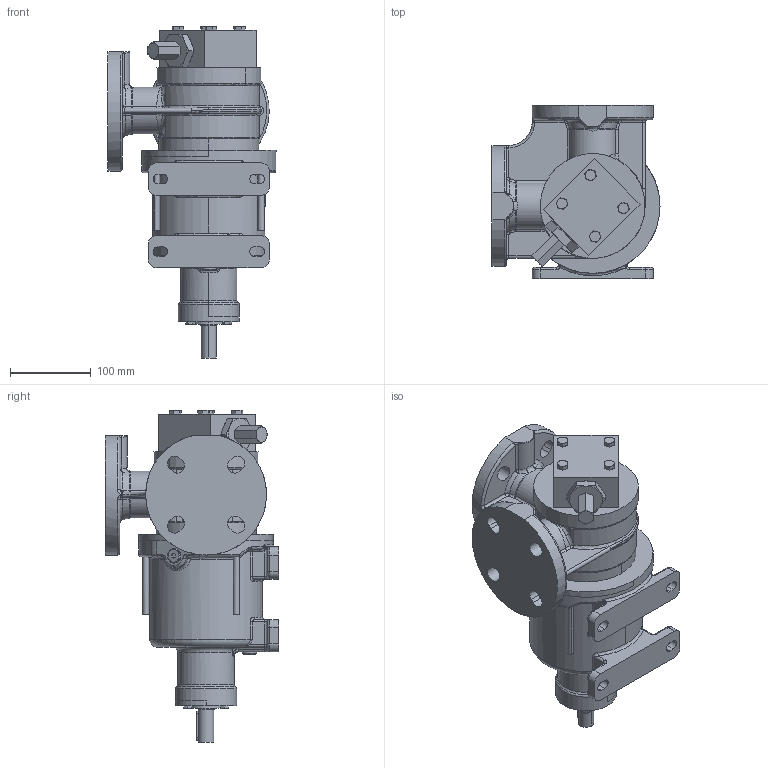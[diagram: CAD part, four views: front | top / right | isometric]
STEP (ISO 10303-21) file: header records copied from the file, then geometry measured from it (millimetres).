
FILE_DESCRIPTION((''),'2;1');
FILE_NAME('R_40_1_M_Y','2019-06-14T14:30:22',('Nicola'),(''),'CREO PARAMETRIC BY PTC INC, 2017110','CREO PARAMETRIC BY PTC INC, 2017110','');
FILE_SCHEMA(('CONFIG_CONTROL_DESIGN'));
Products named in the file (1): R_40_1_M_Y
Bounding box: 208.5 x 215 x 412 mm (x, y, z)
Volume: 5396661.2 mm3; surface area: 342635.6 mm2
Topology: 1 solids, 2 shells, 804 faces, 1885 edges, 1115 vertices
Faces by surface type: plane 220, cylinder 214, bspline 150, torus 106, cone 90, sphere 22, extrusion 2
Entity records: 45700 total; most frequent: CARTESIAN_POINT 28217, ORIENTED_EDGE 3762, DIRECTION 3537, EDGE_CURVE 1881, AXIS2_PLACEMENT_3D 1464, VERTEX_POINT 1115, EDGE_LOOP 862, CIRCLE 810
